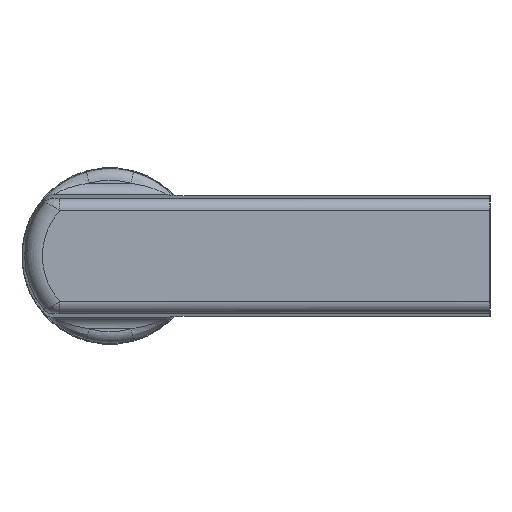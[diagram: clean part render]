
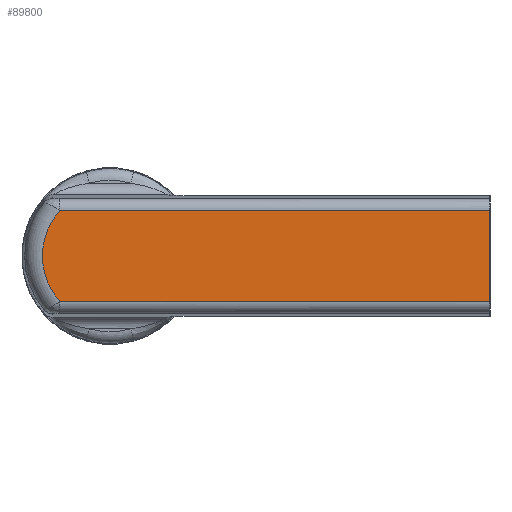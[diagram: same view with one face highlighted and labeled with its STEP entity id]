
A CAD part, left-side view. The second image highlights one B-rep face of the part: STEP entity #89800.
In plain terms, the highlighted face is planar.
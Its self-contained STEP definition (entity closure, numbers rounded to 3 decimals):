
#88280=CARTESIAN_POINT('',(-26.,3.117,20.));
#88290=VERTEX_POINT('',#88280);
#88420=CARTESIAN_POINT('',(3.431,3.117,20.));
#88430=VERTEX_POINT('',#88420);
#88460=CARTESIAN_POINT('',(-4.5,3.117,20.));
#88470=DIRECTION('',(1.,0.,0.));
#88480=VECTOR('',#88470,1.);
#88490=LINE('',#88460,#88480);
#88500=EDGE_CURVE('',#88290,#88430,#88490,.T.);
#89490=CARTESIAN_POINT('',(-26.,0.,20.));
#89500=DIRECTION('',(0.,0.,1.));
#89510=DIRECTION('',(1.,0.,0.));
#89520=AXIS2_PLACEMENT_3D('',#89490,#89500,#89510);
#89530=PLANE('',#89520);
#89540=CARTESIAN_POINT('',(0.,0.,20.));
#89550=DIRECTION('',(0.,0.,-1.));
#89560=DIRECTION('',(0.,1.,0.));
#89570=AXIS2_PLACEMENT_3D('',#89540,#89550,#89560);
#89580=CIRCLE('',#89570,4.636);
#89590=CARTESIAN_POINT('',(3.431,-3.117,20.));
#89600=VERTEX_POINT('',#89590);
#89610=EDGE_CURVE('',#88430,#89600,#89580,.T.);
#89620=ORIENTED_EDGE('',*,*,#89610,.F.);
#89630=CARTESIAN_POINT('',(-4.5,-3.117,20.));
#89640=DIRECTION('',(1.,0.,0.));
#89650=VECTOR('',#89640,1.);
#89660=LINE('',#89630,#89650);
#89670=CARTESIAN_POINT('',(-26.,-3.117,20.));
#89680=VERTEX_POINT('',#89670);
#89690=EDGE_CURVE('',#89680,#89600,#89660,.T.);
#89700=ORIENTED_EDGE('',*,*,#89690,.T.);
#89710=CARTESIAN_POINT('',(-26.,0.,20.));
#89720=DIRECTION('',(0.,-1.,0.));
#89730=VECTOR('',#89720,1.);
#89740=LINE('',#89710,#89730);
#89750=EDGE_CURVE('',#88290,#89680,#89740,.T.);
#89760=ORIENTED_EDGE('',*,*,#89750,.T.);
#89770=ORIENTED_EDGE('',*,*,#88500,.F.);
#89780=EDGE_LOOP('',(#89770,#89760,#89700,#89620));
#89790=FACE_OUTER_BOUND('',#89780,.T.);
#89800=ADVANCED_FACE('',(#89790),#89530,.T.);
